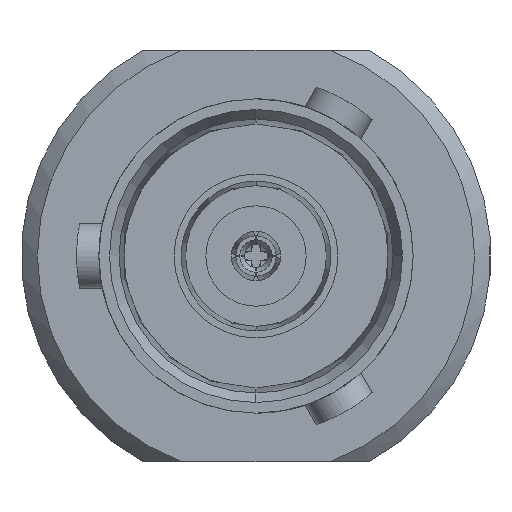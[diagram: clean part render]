
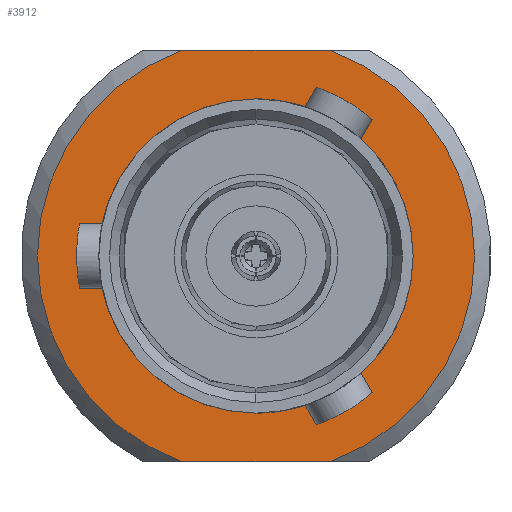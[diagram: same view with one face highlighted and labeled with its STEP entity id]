
A CAD part, left-side view. The second image highlights one B-rep face of the part: STEP entity #3912.
In plain terms, the highlighted face is planar.
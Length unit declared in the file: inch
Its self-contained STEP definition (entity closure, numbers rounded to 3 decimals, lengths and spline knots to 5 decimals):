
#120 = CARTESIAN_POINT ( 'NONE',  ( -0.45276, -0.09012, -0.25 ) ) ;
#141 = VERTEX_POINT ( 'NONE', #1320 ) ;
#335 = ORIENTED_EDGE ( 'NONE', *, *, #2130, .T. ) ;
#413 = PLANE ( 'NONE',  #3827 ) ;
#490 = DIRECTION ( 'NONE',  ( 0., 0., -1. ) ) ;
#761 = AXIS2_PLACEMENT_3D ( 'NONE', #1187, #3560, #3627 ) ;
#786 = VERTEX_POINT ( 'NONE', #4700 ) ;
#861 = DIRECTION ( 'NONE',  ( 1., 0., 0. ) ) ;
#965 = ORIENTED_EDGE ( 'NONE', *, *, #1722, .F. ) ;
#1113 = CARTESIAN_POINT ( 'NONE',  ( -0.45276, 0., -0.191 ) ) ;
#1187 = CARTESIAN_POINT ( 'NONE',  ( -0.45276, 0., 0. ) ) ;
#1224 = ORIENTED_EDGE ( 'NONE', *, *, #4704, .T. ) ;
#1320 = CARTESIAN_POINT ( 'NONE',  ( -0.45276, 0., 0.191 ) ) ;
#1416 = ORIENTED_EDGE ( 'NONE', *, *, #2962, .T. ) ;
#1502 = LINE ( 'NONE', #4668, #3926 ) ;
#1589 = CARTESIAN_POINT ( 'NONE',  ( -0.45276, 0.26575, 0.25 ) ) ;
#1623 = CARTESIAN_POINT ( 'NONE',  ( -0.45276, 0., 0. ) ) ;
#1635 = DIRECTION ( 'NONE',  ( 0., -1., 0. ) ) ;
#1651 = FACE_BOUND ( 'NONE', #1978, .T. ) ;
#1701 = CIRCLE ( 'NONE', #2112, 0.26575 ) ;
#1722 = EDGE_CURVE ( 'NONE', #141, #3712, #4660, .T. ) ;
#1930 = CARTESIAN_POINT ( 'NONE',  ( -0.45276, 0., 0. ) ) ;
#1978 = EDGE_LOOP ( 'NONE', ( #2353, #965 ) ) ;
#2112 = AXIS2_PLACEMENT_3D ( 'NONE', #1623, #861, #4048 ) ;
#2130 = EDGE_CURVE ( 'NONE', #4116, #786, #1502, .T. ) ;
#2163 = EDGE_CURVE ( 'NONE', #2793, #4116, #3009, .T. ) ;
#2353 = ORIENTED_EDGE ( 'NONE', *, *, #4614, .F. ) ;
#2416 = DIRECTION ( 'NONE',  ( 1., 0., 0. ) ) ;
#2704 = DIRECTION ( 'NONE',  ( 1., 0., 0. ) ) ;
#2793 = VERTEX_POINT ( 'NONE', #3930 ) ;
#2962 = EDGE_CURVE ( 'NONE', #4395, #2793, #4043, .T. ) ;
#3009 = CIRCLE ( 'NONE', #761, 0.26575 ) ;
#3168 = FACE_OUTER_BOUND ( 'NONE', #4611, .T. ) ;
#3275 = CIRCLE ( 'NONE', #5111, 0.191 ) ;
#3560 = DIRECTION ( 'NONE',  ( 1., 0., 0. ) ) ;
#3627 = DIRECTION ( 'NONE',  ( 0., 0., -1. ) ) ;
#3712 = VERTEX_POINT ( 'NONE', #1113 ) ;
#3827 = AXIS2_PLACEMENT_3D ( 'NONE', #4354, #4399, #4333 ) ;
#3912 = ADVANCED_FACE ( 'NONE', ( #1651, #3168 ), #413, .F. ) ;
#3926 = VECTOR ( 'NONE', #4695, 39.37008 ) ;
#3930 = CARTESIAN_POINT ( 'NONE',  ( -0.45276, -0.09012, 0.25 ) ) ;
#4043 = LINE ( 'NONE', #1589, #5057 ) ;
#4048 = DIRECTION ( 'NONE',  ( 0., 0., -1. ) ) ;
#4116 = VERTEX_POINT ( 'NONE', #120 ) ;
#4190 = CARTESIAN_POINT ( 'NONE',  ( -0.45276, 0.09012, 0.25 ) ) ;
#4209 = CARTESIAN_POINT ( 'NONE',  ( -0.45276, 0., 0. ) ) ;
#4291 = DIRECTION ( 'NONE',  ( 0., 0., -1. ) ) ;
#4333 = DIRECTION ( 'NONE',  ( 0., 0., 1. ) ) ;
#4354 = CARTESIAN_POINT ( 'NONE',  ( -0.45276, 0.26575, 0. ) ) ;
#4395 = VERTEX_POINT ( 'NONE', #4190 ) ;
#4399 = DIRECTION ( 'NONE',  ( -1., 0., 0. ) ) ;
#4611 = EDGE_LOOP ( 'NONE', ( #5034, #335, #1224, #1416 ) ) ;
#4614 = EDGE_CURVE ( 'NONE', #3712, #141, #3275, .T. ) ;
#4660 = CIRCLE ( 'NONE', #4745, 0.191 ) ;
#4668 = CARTESIAN_POINT ( 'NONE',  ( -0.45276, 0.26575, -0.25 ) ) ;
#4695 = DIRECTION ( 'NONE',  ( 0., 1., 0. ) ) ;
#4700 = CARTESIAN_POINT ( 'NONE',  ( -0.45276, 0.09012, -0.25 ) ) ;
#4704 = EDGE_CURVE ( 'NONE', #786, #4395, #1701, .T. ) ;
#4745 = AXIS2_PLACEMENT_3D ( 'NONE', #4209, #2704, #4291 ) ;
#5034 = ORIENTED_EDGE ( 'NONE', *, *, #2163, .T. ) ;
#5057 = VECTOR ( 'NONE', #1635, 39.37008 ) ;
#5111 = AXIS2_PLACEMENT_3D ( 'NONE', #1930, #2416, #490 ) ;
